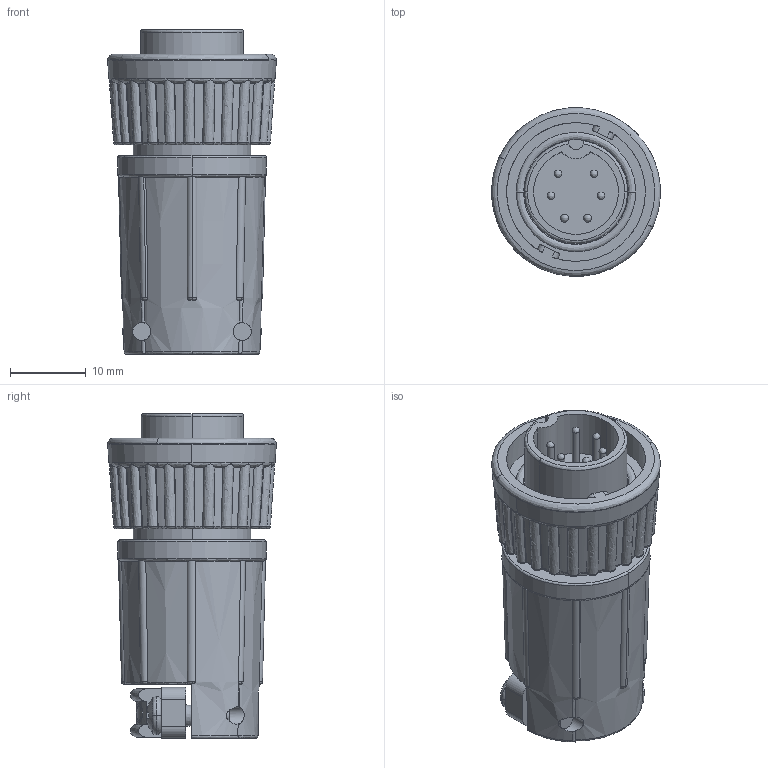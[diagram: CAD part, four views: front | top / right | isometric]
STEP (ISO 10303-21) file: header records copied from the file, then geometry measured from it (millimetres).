
FILE_DESCRIPTION (( 'STEP AP203' ), '1' );
FILE_NAME ('3282-6PG-5XX.STEP', '2018-08-10T16:24:49', ( '' ), ( '' ), 'SwSTEP 2.0', 'SolidWorks 2017', '' );
FILE_SCHEMA (( 'CONFIG_CONTROL_DESIGN' ));
Length unit declared in the file: inch
Products named in the file (1): 3282-6PG-5XX
Bounding box: 22.22 x 22.2 x 42.8 mm (x, y, z)
Volume: 10132.3 mm3; surface area: 4779.9 mm2
Topology: 1 solids, 1 shells, 404 faces, 1136 edges, 745 vertices
Faces by surface type: bspline 175, plane 129, cylinder 58, cone 42
Entity records: 20354 total; most frequent: CARTESIAN_POINT 11751, ORIENTED_EDGE 2248, DIRECTION 1189, EDGE_CURVE 1124, VERTEX_POINT 745, B_SPLINE_CURVE_WITH_KNOTS 508, AXIS2_PLACEMENT_3D 473, EDGE_LOOP 429
